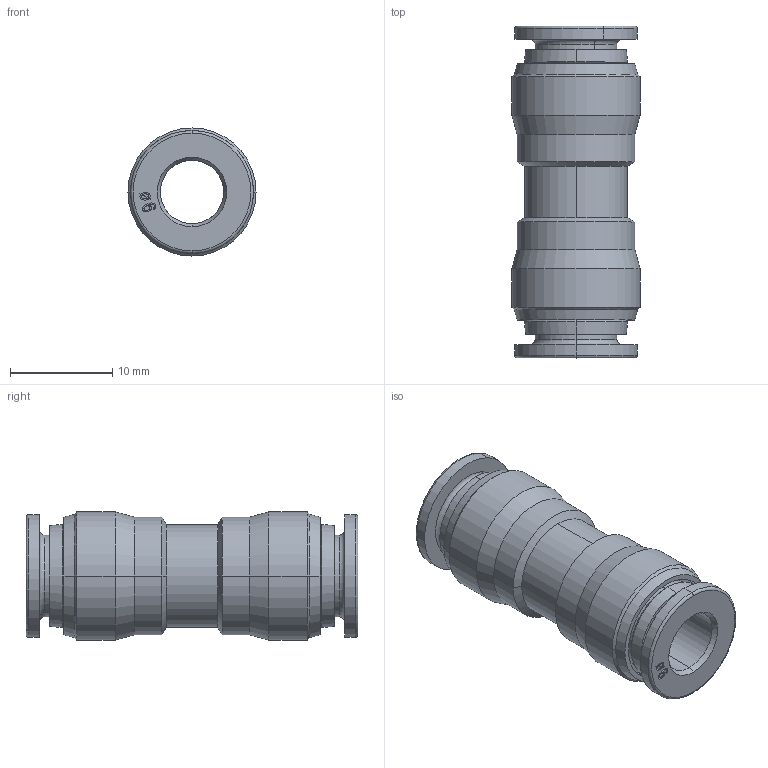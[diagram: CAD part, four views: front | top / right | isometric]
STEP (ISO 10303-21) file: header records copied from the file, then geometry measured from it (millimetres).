
FILE_DESCRIPTION (( 'STEP AP214' ), '1' );
FILE_NAME ('5904000003A.STEP', '2016-05-12T14:36:15', ( '' ), ( '' ), 'SwSTEP 2.0', 'SolidWorks 2016', '' );
FILE_SCHEMA (( 'AUTOMOTIVE_DESIGN' ));
Length unit declared in the file: millimetre
Products named in the file (1): 5904000003A
Bounding box: 12.5 x 32.4 x 12.5 mm (x, y, z)
Surface area: 2175.9 mm2 (no closed solid volume)
Topology: 0 solids, 5 shells, 156 faces, 387 edges, 248 vertices
Faces by surface type: bspline 54, plane 36, cylinder 30, cone 28, torus 8
Entity records: 8714 total; most frequent: CARTESIAN_POINT 3574, ORIENTED_EDGE 740, DIRECTION 589, EDGE_CURVE 387, VERTEX_POINT 248, AXIS2_PLACEMENT_3D 211, EDGE_LOOP 176, VECTOR 167
